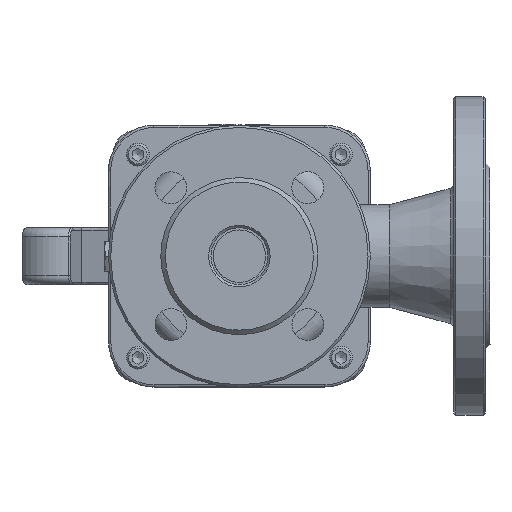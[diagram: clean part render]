
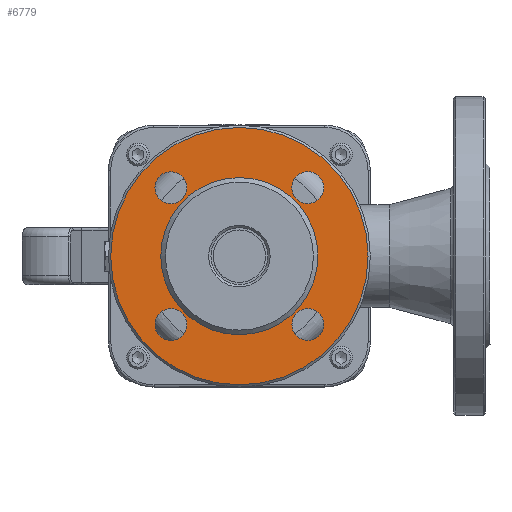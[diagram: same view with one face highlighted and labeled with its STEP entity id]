
A CAD part, front view. The second image highlights one B-rep face of the part: STEP entity #6779.
In plain terms, the highlighted planar face has unit normal (0, -1, 0).
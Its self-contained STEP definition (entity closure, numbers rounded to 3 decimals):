
#245=FACE_BOUND('',#2106,.T.);
#246=FACE_BOUND('',#2107,.T.);
#247=FACE_BOUND('',#2108,.T.);
#248=FACE_BOUND('',#2109,.T.);
#249=FACE_BOUND('',#2110,.T.);
#359=PLANE('',#7524);
#1663=FACE_OUTER_BOUND('',#2105,.T.);
#2105=EDGE_LOOP('',(#5141));
#2106=EDGE_LOOP('',(#5142));
#2107=EDGE_LOOP('',(#5143));
#2108=EDGE_LOOP('',(#5144));
#2109=EDGE_LOOP('',(#5145));
#2110=EDGE_LOOP('',(#5146));
#2533=CIRCLE('',#7522,34.5);
#2535=CIRCLE('',#7525,56.5);
#2536=CIRCLE('',#7526,7.);
#2537=CIRCLE('',#7527,7.);
#2538=CIRCLE('',#7528,7.);
#2539=CIRCLE('',#7529,7.);
#3056=VERTEX_POINT('',#11993);
#3058=VERTEX_POINT('',#11999);
#3059=VERTEX_POINT('',#12001);
#3060=VERTEX_POINT('',#12003);
#3061=VERTEX_POINT('',#12005);
#3062=VERTEX_POINT('',#12007);
#3798=EDGE_CURVE('',#3056,#3056,#2533,.T.);
#3801=EDGE_CURVE('',#3058,#3058,#2535,.T.);
#3802=EDGE_CURVE('',#3059,#3059,#2536,.T.);
#3803=EDGE_CURVE('',#3060,#3060,#2537,.T.);
#3804=EDGE_CURVE('',#3061,#3061,#2538,.T.);
#3805=EDGE_CURVE('',#3062,#3062,#2539,.T.);
#5141=ORIENTED_EDGE('',*,*,#3801,.F.);
#5142=ORIENTED_EDGE('',*,*,#3802,.F.);
#5143=ORIENTED_EDGE('',*,*,#3803,.F.);
#5144=ORIENTED_EDGE('',*,*,#3804,.F.);
#5145=ORIENTED_EDGE('',*,*,#3805,.F.);
#5146=ORIENTED_EDGE('',*,*,#3798,.F.);
#6779=ADVANCED_FACE('',(#1663,#245,#246,#247,#248,#249),#359,.F.);
#7522=AXIS2_PLACEMENT_3D('',#11994,#8754,#8755);
#7524=AXIS2_PLACEMENT_3D('',#11998,#8759,#8760);
#7525=AXIS2_PLACEMENT_3D('',#12000,#8761,#8762);
#7526=AXIS2_PLACEMENT_3D('',#12002,#8763,#8764);
#7527=AXIS2_PLACEMENT_3D('',#12004,#8765,#8766);
#7528=AXIS2_PLACEMENT_3D('',#12006,#8767,#8768);
#7529=AXIS2_PLACEMENT_3D('',#12008,#8769,#8770);
#8754=DIRECTION('center_axis',(0.,-1.,0.));
#8755=DIRECTION('ref_axis',(1.,0.,0.));
#8759=DIRECTION('center_axis',(0.,1.,0.));
#8760=DIRECTION('ref_axis',(0.,0.,1.));
#8761=DIRECTION('center_axis',(0.,1.,0.));
#8762=DIRECTION('ref_axis',(-1.,0.,0.));
#8763=DIRECTION('center_axis',(0.,-1.,0.));
#8764=DIRECTION('ref_axis',(-1.,0.,0.));
#8765=DIRECTION('center_axis',(0.,-1.,0.));
#8766=DIRECTION('ref_axis',(-1.,0.,0.));
#8767=DIRECTION('center_axis',(0.,-1.,0.));
#8768=DIRECTION('ref_axis',(-1.,0.,0.));
#8769=DIRECTION('center_axis',(0.,-1.,0.));
#8770=DIRECTION('ref_axis',(-1.,0.,0.));
#11993=CARTESIAN_POINT('',(-34.5,2.,0.));
#11994=CARTESIAN_POINT('Origin',(0.,2.,0.));
#11998=CARTESIAN_POINT('Origin',(0.,2.,0.));
#11999=CARTESIAN_POINT('',(56.5,2.,0.));
#12000=CARTESIAN_POINT('Origin',(0.,2.,0.));
#12001=CARTESIAN_POINT('',(37.052,2.,30.052));
#12002=CARTESIAN_POINT('Origin',(30.052,2.,30.052));
#12003=CARTESIAN_POINT('',(37.052,2.,-30.052));
#12004=CARTESIAN_POINT('Origin',(30.052,2.,-30.052));
#12005=CARTESIAN_POINT('',(-23.052,2.,-30.052));
#12006=CARTESIAN_POINT('Origin',(-30.052,2.,-30.052));
#12007=CARTESIAN_POINT('',(-23.052,2.,30.052));
#12008=CARTESIAN_POINT('Origin',(-30.052,2.,30.052));
